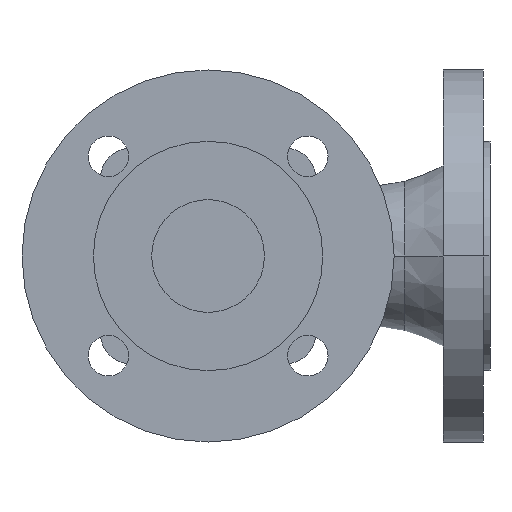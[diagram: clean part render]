
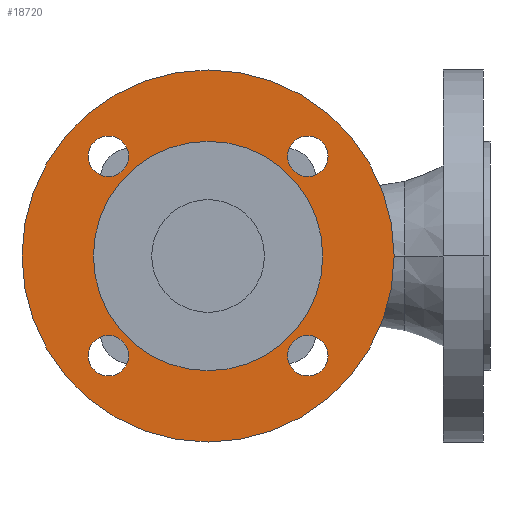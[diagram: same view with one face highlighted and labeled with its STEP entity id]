
A CAD part, front view. The second image highlights one B-rep face of the part: STEP entity #18720.
In plain terms, the highlighted planar face has unit normal (0, -1, 0).
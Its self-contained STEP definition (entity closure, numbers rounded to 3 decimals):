
#2860=CARTESIAN_POINT('',(50.85,3.,0.));
#2870=VERTEX_POINT('',#2860);
#2900=CARTESIAN_POINT('',(0.,3.,0.));
#2910=DIRECTION('',(0.,-1.,-0.));
#2920=DIRECTION('',(-1.,0.,0.));
#2930=AXIS2_PLACEMENT_3D('',#2900,#2910,#2920);
#2940=CIRCLE('',#2930,50.85);
#2950=CARTESIAN_POINT('',(-50.85,3.,0.));
#2960=VERTEX_POINT('',#2950);
#2970=EDGE_CURVE('',#2960,#2870,#2940,.T.);
#3260=CARTESIAN_POINT('',(-82.5,3.,0.));
#3270=VERTEX_POINT('',#3260);
#3450=CARTESIAN_POINT('',(82.5,3.,0.));
#3460=VERTEX_POINT('',#3450);
#3490=CARTESIAN_POINT('',(0.,3.,0.));
#3500=DIRECTION('',(0.,-1.,-0.));
#3510=DIRECTION('',(-1.,0.,0.));
#3520=AXIS2_PLACEMENT_3D('',#3490,#3500,#3510);
#3530=CIRCLE('',#3520,82.5);
#3540=EDGE_CURVE('',#3460,#3270,#3530,.T.);
#11570=CARTESIAN_POINT('',(35.194,3.,-44.194));
#11580=VERTEX_POINT('',#11570);
#11740=CARTESIAN_POINT('',(53.194,3.,-44.194));
#11750=VERTEX_POINT('',#11740);
#11780=CARTESIAN_POINT('',(44.194,3.,-44.194));
#11790=DIRECTION('',(-0.,1.,0.));
#11800=DIRECTION('',(1.,0.,0.));
#11810=AXIS2_PLACEMENT_3D('',#11780,#11790,#11800);
#11820=CIRCLE('',#11810,9.);
#11830=EDGE_CURVE('',#11750,#11580,#11820,.T.);
#11990=CARTESIAN_POINT('',(53.194,3.,44.194));
#12000=VERTEX_POINT('',#11990);
#12030=CARTESIAN_POINT('',(44.194,3.,44.194));
#12040=DIRECTION('',(-0.,1.,0.));
#12050=DIRECTION('',(1.,0.,0.));
#12060=AXIS2_PLACEMENT_3D('',#12030,#12040,#12050);
#12070=CIRCLE('',#12060,9.);
#12080=CARTESIAN_POINT('',(35.194,3.,44.194));
#12090=VERTEX_POINT('',#12080);
#12100=EDGE_CURVE('',#12000,#12090,#12070,.T.);
#12410=CARTESIAN_POINT('',(-53.194,3.,44.194));
#12420=VERTEX_POINT('',#12410);
#12450=CARTESIAN_POINT('',(-44.194,3.,44.194));
#12460=DIRECTION('',(-0.,1.,0.));
#12470=DIRECTION('',(1.,0.,0.));
#12480=AXIS2_PLACEMENT_3D('',#12450,#12460,#12470);
#12490=CIRCLE('',#12480,9.);
#12500=CARTESIAN_POINT('',(-35.194,3.,44.194));
#12510=VERTEX_POINT('',#12500);
#12520=EDGE_CURVE('',#12420,#12510,#12490,.T.);
#12830=CARTESIAN_POINT('',(-35.194,3.,-44.194));
#12840=VERTEX_POINT('',#12830);
#12870=CARTESIAN_POINT('',(-44.194,3.,-44.194));
#12880=DIRECTION('',(-0.,1.,0.));
#12890=DIRECTION('',(1.,0.,0.));
#12900=AXIS2_PLACEMENT_3D('',#12870,#12880,#12890);
#12910=CIRCLE('',#12900,9.);
#12920=CARTESIAN_POINT('',(-53.194,3.,-44.194));
#12930=VERTEX_POINT('',#12920);
#12940=EDGE_CURVE('',#12840,#12930,#12910,.T.);
#18370=CARTESIAN_POINT('',(-66.675,3.,0.));
#18380=DIRECTION('',(0.,-1.,-0.));
#18390=DIRECTION('',(-1.,0.,0.));
#18400=AXIS2_PLACEMENT_3D('',#18370,#18380,#18390);
#18410=PLANE('',#18400);
#18420=EDGE_CURVE('',#12930,#12840,#12910,.T.);
#18430=ORIENTED_EDGE('',*,*,#18420,.T.);
#18440=ORIENTED_EDGE('',*,*,#12940,.T.);
#18450=EDGE_LOOP('',(#18440,#18430));
#18460=FACE_BOUND('',#18450,.T.);
#18470=EDGE_CURVE('',#12510,#12420,#12490,.T.);
#18480=ORIENTED_EDGE('',*,*,#18470,.T.);
#18490=ORIENTED_EDGE('',*,*,#12520,.T.);
#18500=EDGE_LOOP('',(#18490,#18480));
#18510=FACE_BOUND('',#18500,.T.);
#18520=EDGE_CURVE('',#12090,#12000,#12070,.T.);
#18530=ORIENTED_EDGE('',*,*,#18520,.T.);
#18540=ORIENTED_EDGE('',*,*,#12100,.T.);
#18550=EDGE_LOOP('',(#18540,#18530));
#18560=FACE_BOUND('',#18550,.T.);
#18570=EDGE_CURVE('',#11580,#11750,#11820,.T.);
#18580=ORIENTED_EDGE('',*,*,#18570,.T.);
#18590=ORIENTED_EDGE('',*,*,#11830,.T.);
#18600=EDGE_LOOP('',(#18590,#18580));
#18610=FACE_BOUND('',#18600,.T.);
#18620=EDGE_CURVE('',#2870,#2960,#2940,.T.);
#18630=ORIENTED_EDGE('',*,*,#18620,.F.);
#18640=ORIENTED_EDGE('',*,*,#2970,.F.);
#18650=EDGE_LOOP('',(#18640,#18630));
#18660=FACE_BOUND('',#18650,.T.);
#18670=EDGE_CURVE('',#3270,#3460,#3530,.T.);
#18680=ORIENTED_EDGE('',*,*,#18670,.T.);
#18690=ORIENTED_EDGE('',*,*,#3540,.T.);
#18700=EDGE_LOOP('',(#18690,#18680));
#18710=FACE_OUTER_BOUND('',#18700,.T.);
#18720=ADVANCED_FACE('',(#18460,#18510,#18560,#18610,#18660,#18710),
#18410,.T.);
